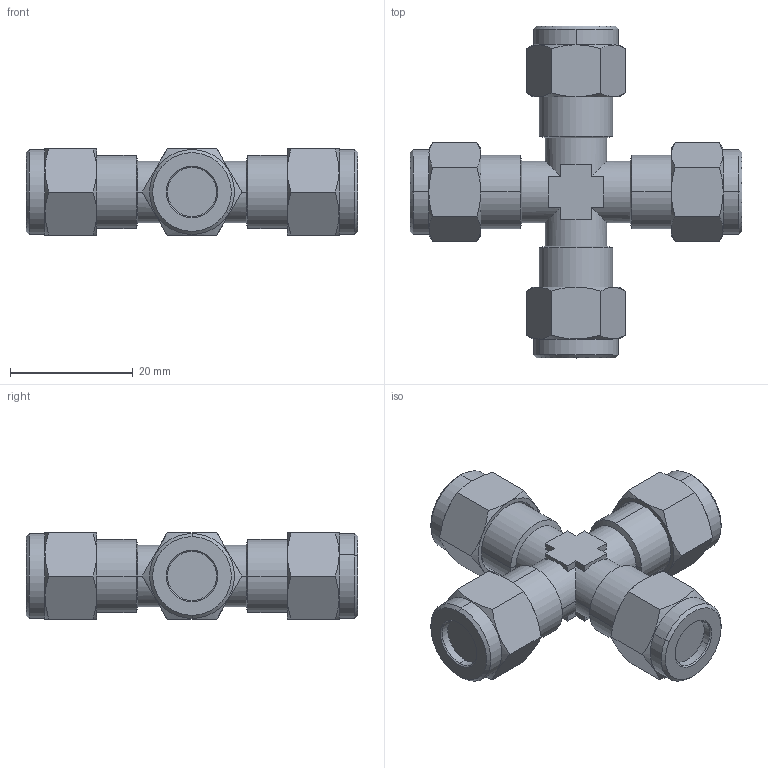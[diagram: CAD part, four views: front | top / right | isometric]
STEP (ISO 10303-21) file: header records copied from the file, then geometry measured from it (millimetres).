
FILE_DESCRIPTION (( 'STEP AP214' ), '1' );
FILE_NAME ('1051000003.step', '2013-02-25T17:17:58', ( '' ), ( '' ), 'SwSTEP 2.0', 'SolidWorks 2012', '' );
FILE_SCHEMA (( 'AUTOMOTIVE_DESIGN' ));
Length unit declared in the file: millimetre
Products named in the file (1): 1051000003
Bounding box: 54 x 54 x 14 mm (x, y, z)
Volume: 12349.2 mm3; surface area: 5037.4 mm2
Topology: 1 solids, 1 shells, 158 faces, 368 edges, 220 vertices
Faces by surface type: cone 64, plane 62, cylinder 32
Entity records: 6564 total; most frequent: CARTESIAN_POINT 1299, ORIENTED_EDGE 736, DIRECTION 718, EDGE_CURVE 368, AXIS2_PLACEMENT_3D 279, VERTEX_POINT 220, EDGE_LOOP 166, UNCERTAINTY_MEASURE_WITH_UNIT 161
